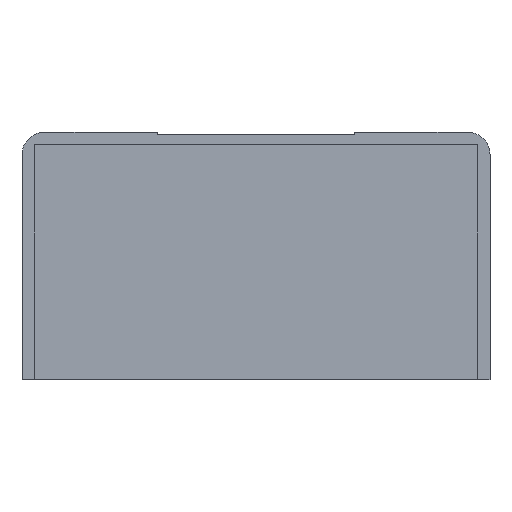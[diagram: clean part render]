
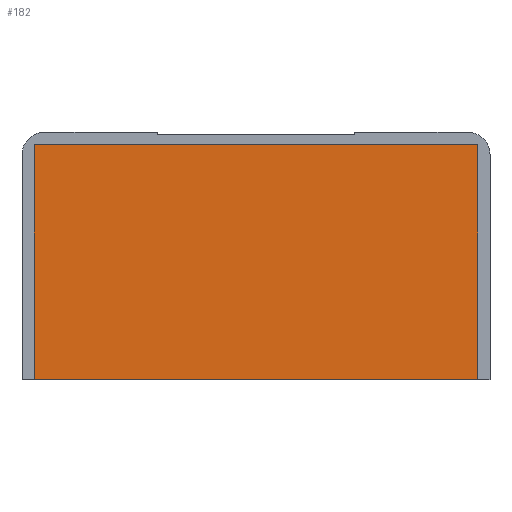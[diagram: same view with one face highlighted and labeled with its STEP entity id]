
A CAD part, left-side view. The second image highlights one B-rep face of the part: STEP entity #182.
In plain terms, the highlighted planar face has unit normal (-1, 0, 0).
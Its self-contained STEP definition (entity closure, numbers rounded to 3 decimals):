
#17 = EDGE_CURVE ( 'NONE', #340, #381, #178, .T. ) ;
#43 = EDGE_CURVE ( 'NONE', #337, #381, #190, .T. ) ;
#47 = VECTOR ( 'NONE', #268, 1000. ) ;
#70 = EDGE_CURVE ( 'NONE', #172, #340, #90, .T. ) ;
#90 = LINE ( 'NONE', #160, #396 ) ;
#92 = EDGE_LOOP ( 'NONE', ( #446, #401, #95, #298 ) ) ;
#95 = ORIENTED_EDGE ( 'NONE', *, *, #43, .F. ) ;
#131 = AXIS2_PLACEMENT_3D ( 'NONE', #492, #481, #480 ) ;
#155 = VECTOR ( 'NONE', #335, 1000. ) ;
#160 = CARTESIAN_POINT ( 'NONE',  ( -2., -50.5, 55.5 ) ) ;
#172 = VERTEX_POINT ( 'NONE', #493 ) ;
#178 = LINE ( 'NONE', #389, #362 ) ;
#182 = ADVANCED_FACE ( 'NONE', ( #397 ), #485, .T. ) ;
#190 = LINE ( 'NONE', #386, #155 ) ;
#196 = DIRECTION ( 'NONE',  ( 0., 0., 1. ) ) ;
#268 = DIRECTION ( 'NONE',  ( 0., 1., 0. ) ) ;
#290 = CARTESIAN_POINT ( 'NONE',  ( -2., -50.5, 53.5 ) ) ;
#298 = ORIENTED_EDGE ( 'NONE', *, *, #536, .F. ) ;
#334 = CARTESIAN_POINT ( 'NONE',  ( -2., 50.5, 53.5 ) ) ;
#335 = DIRECTION ( 'NONE',  ( 0., 0., 1. ) ) ;
#337 = VERTEX_POINT ( 'NONE', #373 ) ;
#340 = VERTEX_POINT ( 'NONE', #290 ) ;
#362 = VECTOR ( 'NONE', #468, 1000. ) ;
#373 = CARTESIAN_POINT ( 'NONE',  ( -2., 50.5, 0. ) ) ;
#381 = VERTEX_POINT ( 'NONE', #334 ) ;
#386 = CARTESIAN_POINT ( 'NONE',  ( -2., 50.5, 0. ) ) ;
#389 = CARTESIAN_POINT ( 'NONE',  ( -2., 52.5, 53.5 ) ) ;
#396 = VECTOR ( 'NONE', #196, 1000. ) ;
#397 = FACE_OUTER_BOUND ( 'NONE', #92, .T. ) ;
#401 = ORIENTED_EDGE ( 'NONE', *, *, #17, .T. ) ;
#410 = CARTESIAN_POINT ( 'NONE',  ( -2., 50.5, 0. ) ) ;
#446 = ORIENTED_EDGE ( 'NONE', *, *, #70, .T. ) ;
#468 = DIRECTION ( 'NONE',  ( 0., 1., 0. ) ) ;
#480 = DIRECTION ( 'NONE',  ( 0., 0., 1. ) ) ;
#481 = DIRECTION ( 'NONE',  ( -1., 0., 0. ) ) ;
#485 = PLANE ( 'NONE',  #131 ) ;
#486 = LINE ( 'NONE', #410, #47 ) ;
#492 = CARTESIAN_POINT ( 'NONE',  ( -2., 0., 0. ) ) ;
#493 = CARTESIAN_POINT ( 'NONE',  ( -2., -50.5, 0. ) ) ;
#536 = EDGE_CURVE ( 'NONE', #172, #337, #486, .T. ) ;
